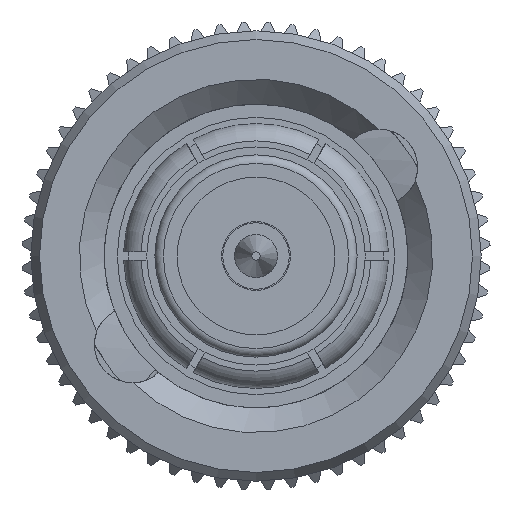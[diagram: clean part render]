
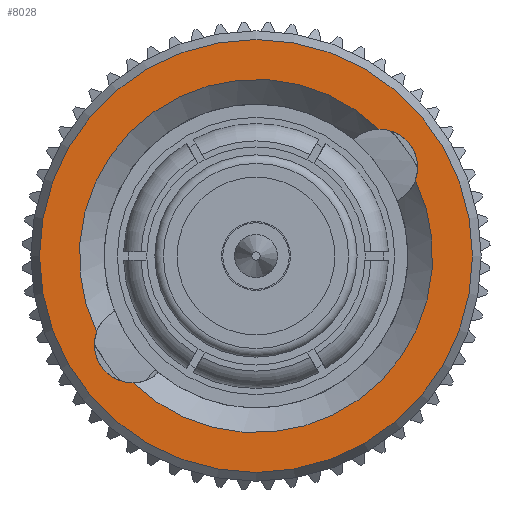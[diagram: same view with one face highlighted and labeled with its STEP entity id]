
A CAD part, left-side view. The second image highlights one B-rep face of the part: STEP entity #8028.
In plain terms, the highlighted planar face has unit normal (-1, 0, 0).
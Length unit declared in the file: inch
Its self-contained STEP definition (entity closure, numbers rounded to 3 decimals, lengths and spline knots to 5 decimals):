
#381 = AXIS2_PLACEMENT_3D ( 'NONE', #11859, #11984, #8885 ) ;
#481 = ORIENTED_EDGE ( 'NONE', *, *, #3762, .T. ) ;
#493 = FACE_OUTER_BOUND ( 'NONE', #9442, .T. ) ;
#569 = DIRECTION ( 'NONE',  ( 0., 0., -1. ) ) ;
#819 = ORIENTED_EDGE ( 'NONE', *, *, #3209, .F. ) ;
#1485 = DIRECTION ( 'NONE',  ( 1., 0., 0. ) ) ;
#2009 = DIRECTION ( 'NONE',  ( 0., 0., 1. ) ) ;
#2991 = CIRCLE ( 'NONE', #11687, 0.04645 ) ;
#3165 = DIRECTION ( 'NONE',  ( 1., 0., 0. ) ) ;
#3209 = EDGE_CURVE ( 'NONE', #11298, #11298, #10490, .T. ) ;
#3280 = EDGE_LOOP ( 'NONE', ( #8289, #481, #8384, #9480 ) ) ;
#3412 = CARTESIAN_POINT ( 'NONE',  ( 0.047, 0., -0.26339 ) ) ;
#3477 = EDGE_CURVE ( 'NONE', #9274, #4410, #6677, .T. ) ;
#3704 = AXIS2_PLACEMENT_3D ( 'NONE', #6977, #12087, #2009 ) ;
#3762 = EDGE_CURVE ( 'NONE', #8125, #9274, #2991, .T. ) ;
#4124 = CARTESIAN_POINT ( 'NONE',  ( 0.047, 0., -0.26339 ) ) ;
#4397 = CARTESIAN_POINT ( 'NONE',  ( 0.047, -0.15021, 0.10789 ) ) ;
#4410 = VERTEX_POINT ( 'NONE', #5417 ) ;
#4484 = DIRECTION ( 'NONE',  ( 1., 0., 0. ) ) ;
#4727 = VERTEX_POINT ( 'NONE', #8055 ) ;
#5417 = CARTESIAN_POINT ( 'NONE',  ( 0.047, 0.14961, -0.15433 ) ) ;
#5861 = CARTESIAN_POINT ( 'NONE',  ( 0.047, 0.15021, -0.10789 ) ) ;
#6057 = EDGE_CURVE ( 'NONE', #4727, #8125, #10125, .T. ) ;
#6677 = CIRCLE ( 'NONE', #3704, 0.21494 ) ;
#6755 = CARTESIAN_POINT ( 'NONE',  ( 0.047, -0.19403, 0.09247 ) ) ;
#6977 = CARTESIAN_POINT ( 'NONE',  ( 0.047, 0., 0. ) ) ;
#7071 = AXIS2_PLACEMENT_3D ( 'NONE', #11582, #4484, #569 ) ;
#7872 = DIRECTION ( 'NONE',  ( 1., 0., 0. ) ) ;
#7935 = DIRECTION ( 'NONE',  ( 0., 0., -1. ) ) ;
#8028 = ADVANCED_FACE ( 'NONE', ( #493, #10208 ), #8211, .F. ) ;
#8032 = CIRCLE ( 'NONE', #11833, 0.04645 ) ;
#8055 = CARTESIAN_POINT ( 'NONE',  ( 0.047, 0.19403, -0.09247 ) ) ;
#8125 = VERTEX_POINT ( 'NONE', #9169 ) ;
#8211 = PLANE ( 'NONE',  #11159 ) ;
#8289 = ORIENTED_EDGE ( 'NONE', *, *, #6057, .T. ) ;
#8384 = ORIENTED_EDGE ( 'NONE', *, *, #3477, .T. ) ;
#8885 = DIRECTION ( 'NONE',  ( 0., 0., 1. ) ) ;
#9169 = CARTESIAN_POINT ( 'NONE',  ( 0.047, -0.14961, 0.15433 ) ) ;
#9274 = VERTEX_POINT ( 'NONE', #6755 ) ;
#9442 = EDGE_LOOP ( 'NONE', ( #819 ) ) ;
#9480 = ORIENTED_EDGE ( 'NONE', *, *, #11145, .T. ) ;
#10125 = CIRCLE ( 'NONE', #381, 0.21494 ) ;
#10208 = FACE_BOUND ( 'NONE', #3280, .T. ) ;
#10490 = CIRCLE ( 'NONE', #7071, 0.26339 ) ;
#11145 = EDGE_CURVE ( 'NONE', #4410, #4727, #8032, .T. ) ;
#11159 = AXIS2_PLACEMENT_3D ( 'NONE', #3412, #3165, #12571 ) ;
#11298 = VERTEX_POINT ( 'NONE', #4124 ) ;
#11582 = CARTESIAN_POINT ( 'NONE',  ( 0.047, 0., 0. ) ) ;
#11687 = AXIS2_PLACEMENT_3D ( 'NONE', #4397, #1485, #12758 ) ;
#11833 = AXIS2_PLACEMENT_3D ( 'NONE', #5861, #7872, #7935 ) ;
#11859 = CARTESIAN_POINT ( 'NONE',  ( 0.047, 0., 0. ) ) ;
#11984 = DIRECTION ( 'NONE',  ( 1., 0., 0. ) ) ;
#12087 = DIRECTION ( 'NONE',  ( 1., 0., 0. ) ) ;
#12571 = DIRECTION ( 'NONE',  ( 0., 0., -1. ) ) ;
#12758 = DIRECTION ( 'NONE',  ( 0., 0., -1. ) ) ;
